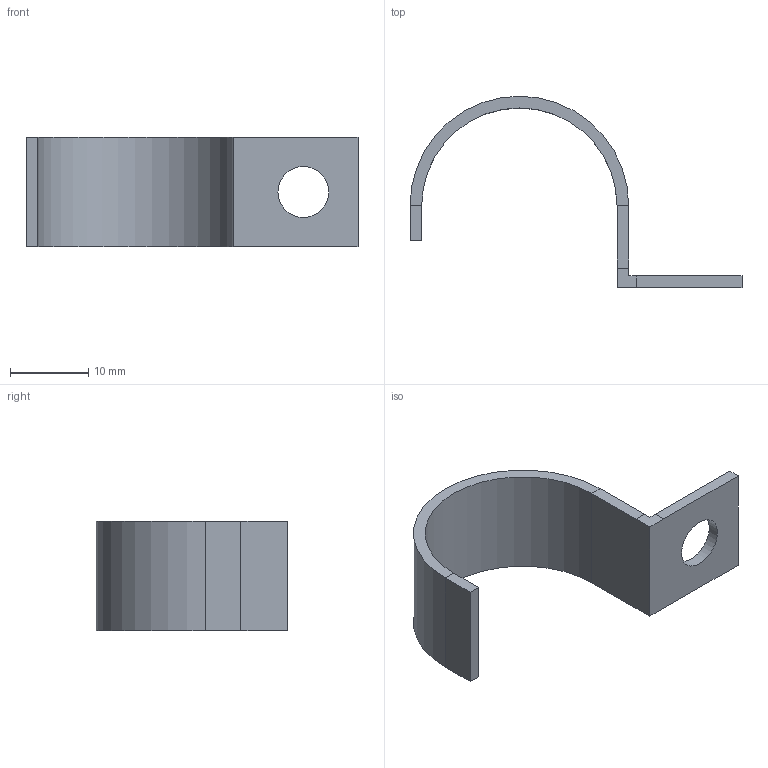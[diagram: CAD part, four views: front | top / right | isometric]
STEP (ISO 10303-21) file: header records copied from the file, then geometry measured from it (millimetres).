
FILE_DESCRIPTION (( 'STEP AP214' ), '1' );
FILE_NAME ('1009427.stp', '2022-12-15T07:19:52', ( '' ), ( '' ), 'SwSTEP 2.0', 'SolidWorks 2022', '' );
FILE_SCHEMA (( 'AUTOMOTIVE_DESIGN' ));
Length unit declared in the file: millimetre
Products named in the file (1): 1009427
Bounding box: 42.5 x 24.5 x 14 mm (x, y, z)
Volume: 1443.9 mm3; surface area: 2211.2 mm2
Topology: 1 solids, 1 shells, 21 faces, 49 edges, 30 vertices
Faces by surface type: plane 18, cylinder 3
Full cylindrical faces by diameter (mm): 6.5 x1
Entity records: 618 total; most frequent: CARTESIAN_POINT 100, DIRECTION 98, ORIENTED_EDGE 96, EDGE_CURVE 48, LINE 42, VECTOR 42, VERTEX_POINT 30, AXIS2_PLACEMENT_3D 28
